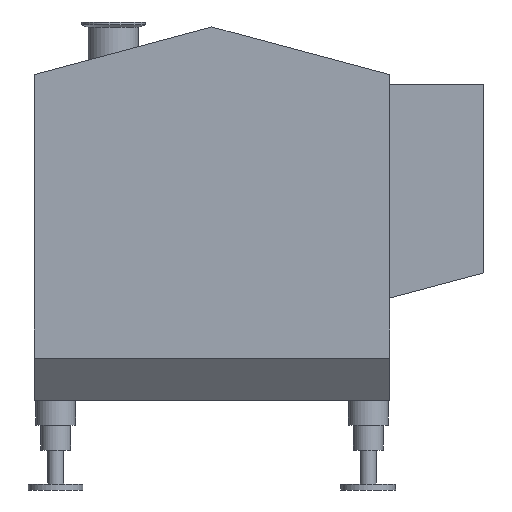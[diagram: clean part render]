
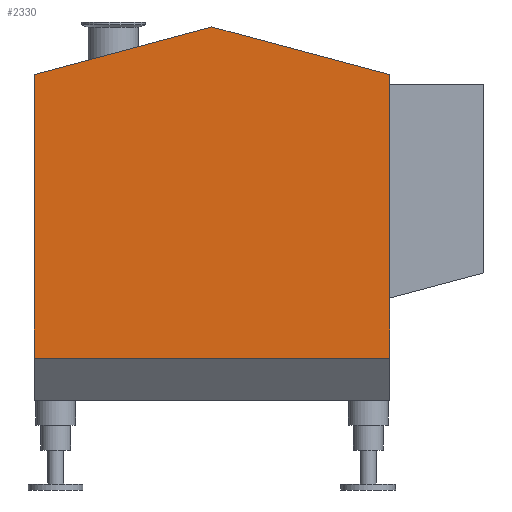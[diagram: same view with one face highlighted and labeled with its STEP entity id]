
A CAD part, left-side view. The second image highlights one B-rep face of the part: STEP entity #2330.
In plain terms, the highlighted planar face has unit normal (-1, 0, 0).
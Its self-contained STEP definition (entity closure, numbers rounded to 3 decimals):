
#225=FACE_OUTER_BOUND('',#378,.T.);
#378=EDGE_LOOP('',(#1543,#1544,#1545,#1546,#1547));
#553=LINE('',#3538,#764);
#554=LINE('',#3541,#765);
#558=LINE('',#3549,#769);
#559=LINE('',#3551,#770);
#560=LINE('',#3552,#771);
#764=VECTOR('',#2783,10.);
#765=VECTOR('',#2786,10.);
#769=VECTOR('',#2792,10.);
#770=VECTOR('',#2793,10.);
#771=VECTOR('',#2794,10.);
#973=VERTEX_POINT('',#3532);
#975=VERTEX_POINT('',#3536);
#976=VERTEX_POINT('',#3540);
#979=VERTEX_POINT('',#3548);
#980=VERTEX_POINT('',#3550);
#1195=EDGE_CURVE('',#973,#975,#553,.T.);
#1196=EDGE_CURVE('',#973,#976,#554,.T.);
#1200=EDGE_CURVE('',#979,#975,#558,.T.);
#1201=EDGE_CURVE('',#980,#979,#559,.T.);
#1202=EDGE_CURVE('',#976,#980,#560,.T.);
#1543=ORIENTED_EDGE('',*,*,#1195,.T.);
#1544=ORIENTED_EDGE('',*,*,#1200,.F.);
#1545=ORIENTED_EDGE('',*,*,#1201,.F.);
#1546=ORIENTED_EDGE('',*,*,#1202,.F.);
#1547=ORIENTED_EDGE('',*,*,#1196,.F.);
#2220=PLANE('',#2508);
#2330=ADVANCED_FACE('',(#225),#2220,.F.);
#2508=AXIS2_PLACEMENT_3D('',#3547,#2790,#2791);
#2783=DIRECTION('',(0.,-1.,0.));
#2786=DIRECTION('',(0.,0.,1.));
#2790=DIRECTION('center_axis',(1.,0.,0.));
#2791=DIRECTION('ref_axis',(0.,0.,-1.));
#2792=DIRECTION('',(0.,0.,-1.));
#2793=DIRECTION('',(0.,-0.966,-0.259));
#2794=DIRECTION('',(0.,-0.966,0.259));
#3532=CARTESIAN_POINT('',(-572.6,178.5,-157.48));
#3536=CARTESIAN_POINT('',(-572.6,-178.5,-157.48));
#3538=CARTESIAN_POINT('',(-572.6,0.,-157.48));
#3540=CARTESIAN_POINT('',(-572.6,178.5,127.171));
#3541=CARTESIAN_POINT('',(-572.6,178.5,-200.));
#3547=CARTESIAN_POINT('Origin',(-572.6,0.,-28.522));
#3548=CARTESIAN_POINT('',(-572.6,-178.5,127.171));
#3549=CARTESIAN_POINT('',(-572.6,-178.5,127.171));
#3550=CARTESIAN_POINT('',(-572.6,0.,175.));
#3551=CARTESIAN_POINT('',(-572.6,0.,175.));
#3552=CARTESIAN_POINT('',(-572.6,178.5,127.171));
